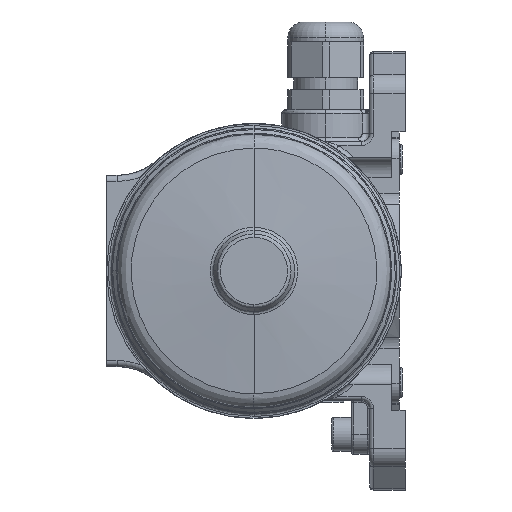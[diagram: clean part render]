
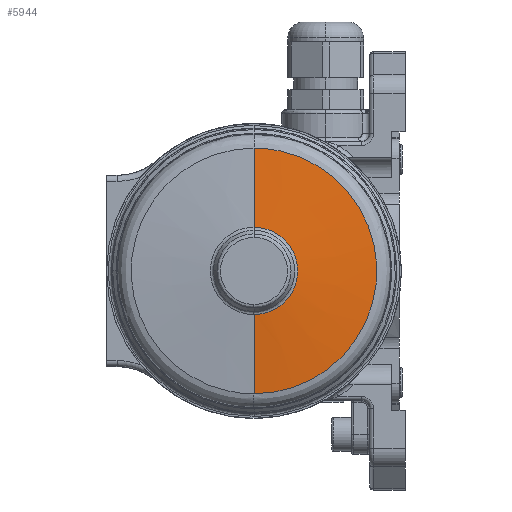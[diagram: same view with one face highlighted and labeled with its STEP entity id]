
A CAD part, left-side view. The second image highlights one B-rep face of the part: STEP entity #5944.
In plain terms, the highlighted conical face has half-angle 85 degrees and reference radius 30.831 mm.
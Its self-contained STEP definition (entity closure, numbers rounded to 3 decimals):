
#5870 = VERTEX_POINT ( 'NONE', #19493 ) ;
#5876 = ORIENTED_EDGE ( 'NONE', *, *, #5943, .T. ) ;
#5884 = VERTEX_POINT ( 'NONE', #19797 ) ;
#5900 = VERTEX_POINT ( 'NONE', #20101 ) ;
#5922 = EDGE_CURVE ( 'NONE', #5945, #5937, #20226, .T. ) ;
#5923 = ORIENTED_EDGE ( 'NONE', *, *, #5932, .T. ) ;
#5924 = ORIENTED_EDGE ( 'NONE', *, *, #5925, .T. ) ;
#5925 = EDGE_CURVE ( 'NONE', #5937, #5947, #20222, .T. ) ;
#5929 = ORIENTED_EDGE ( 'NONE', *, *, #5936, .T. ) ;
#5931 = ORIENTED_EDGE ( 'NONE', *, *, #5951, .F. ) ;
#5932 = EDGE_CURVE ( 'NONE', #5870, #5900, #20216, .T. ) ;
#5936 = EDGE_CURVE ( 'NONE', #5884, #5870, #20200, .T. ) ;
#5937 = VERTEX_POINT ( 'NONE', #20201 ) ;
#5940 = EDGE_LOOP ( 'NONE', ( #5876, #5946, #5924, #5931, #5929, #5923 ) ) ;
#5943 = EDGE_CURVE ( 'NONE', #5900, #5945, #20268, .T. ) ;
#5944 = ADVANCED_FACE ( 'NONE', ( #20217 ), #20269, .T. ) ;
#5945 = VERTEX_POINT ( 'NONE', #20270 ) ;
#5946 = ORIENTED_EDGE ( 'NONE', *, *, #5922, .T. ) ;
#5947 = VERTEX_POINT ( 'NONE', #20213 ) ;
#5951 = EDGE_CURVE ( 'NONE', #5884, #5947, #20329, .T. ) ;
#19493 = CARTESIAN_POINT ( 'NONE',  ( -81.955, 0., -10.962 ) ) ;
#19797 = CARTESIAN_POINT ( 'NONE',  ( -81.955, -0.006, 10.962 ) ) ;
#20101 = CARTESIAN_POINT ( 'NONE',  ( -80.216, 0., -30.831 ) ) ;
#20141 = VECTOR ( 'NONE', #20203, 1000. ) ;
#20200 = B_SPLINE_CURVE_WITH_KNOTS ( 'NONE', 3,
 ( #20267, #20266, #20265, #20264, #20263, #20262, #20261, #20260, #20259, #20258, #20257, #20256, #20255, #20254, #20253, #20252, #20251, #20250 ),
 .UNSPECIFIED., .F., .F.,
 ( 4, 2, 2, 2, 2, 2, 2, 2, 4 ),
 ( 0., 0.125, 0.25, 0.375, 0.5, 0.625, 0.75, 0.875, 1. ),
 .UNSPECIFIED. ) ;
#20201 = CARTESIAN_POINT ( 'NONE',  ( -80.216, 0., 30.831 ) ) ;
#20202 = AXIS2_PLACEMENT_3D ( 'NONE', #20218, #20272, #20271 ) ;
#20203 = DIRECTION ( 'NONE',  ( 0.087, 0., -0.996 ) ) ;
#20213 = CARTESIAN_POINT ( 'NONE',  ( -81.955, 0., 10.962 ) ) ;
#20214 = CARTESIAN_POINT ( 'NONE',  ( -80.216, 0., -30.831 ) ) ;
#20216 = LINE ( 'NONE', #20214, #20141 ) ;
#20217 = FACE_OUTER_BOUND ( 'NONE', #5940, .T. ) ;
#20218 = CARTESIAN_POINT ( 'NONE',  ( -80.216, 0., 0. ) ) ;
#20219 = DIRECTION ( 'NONE',  ( -0.087, 0., -0.996 ) ) ;
#20220 = VECTOR ( 'NONE', #20219, 1000. ) ;
#20221 = CARTESIAN_POINT ( 'NONE',  ( -80.216, 0., 30.831 ) ) ;
#20222 = LINE ( 'NONE', #20221, #20220 ) ;
#20223 = DIRECTION ( 'NONE',  ( 0., 0., -1. ) ) ;
#20224 = DIRECTION ( 'NONE',  ( -1., 0., 0. ) ) ;
#20225 = AXIS2_PLACEMENT_3D ( 'NONE', #20229, #20224, #20223 ) ;
#20226 = CIRCLE ( 'NONE', #20225, 30.831 ) ;
#20229 = CARTESIAN_POINT ( 'NONE',  ( -80.216, 0., 0. ) ) ;
#20230 = CARTESIAN_POINT ( 'NONE',  ( -80.216, -30.634, 4.027 ) ) ;
#20231 = CARTESIAN_POINT ( 'NONE',  ( -80.216, -30.832, 2.009 ) ) ;
#20232 = CARTESIAN_POINT ( 'NONE',  ( -80.216, -30.831, -2.026 ) ) ;
#20233 = CARTESIAN_POINT ( 'NONE',  ( -80.216, -30.631, -4.043 ) ) ;
#20234 = CARTESIAN_POINT ( 'NONE',  ( -80.216, -29.843, -8.001 ) ) ;
#20235 = CARTESIAN_POINT ( 'NONE',  ( -80.216, -29.254, -9.94 ) ) ;
#20236 = CARTESIAN_POINT ( 'NONE',  ( -80.216, -27.71, -13.668 ) ) ;
#20237 = CARTESIAN_POINT ( 'NONE',  ( -80.216, -26.754, -15.456 ) ) ;
#20238 = CARTESIAN_POINT ( 'NONE',  ( -80.216, -24.511, -18.81 ) ) ;
#20239 = CARTESIAN_POINT ( 'NONE',  ( -80.216, -23.225, -20.377 ) ) ;
#20240 = CARTESIAN_POINT ( 'NONE',  ( -80.216, -20.371, -23.23 ) ) ;
#20241 = CARTESIAN_POINT ( 'NONE',  ( -80.216, -18.804, -24.516 ) ) ;
#20242 = CARTESIAN_POINT ( 'NONE',  ( -80.216, -15.449, -26.758 ) ) ;
#20243 = CARTESIAN_POINT ( 'NONE',  ( -80.216, -13.661, -27.713 ) ) ;
#20244 = CARTESIAN_POINT ( 'NONE',  ( -80.216, -9.933, -29.257 ) ) ;
#20245 = CARTESIAN_POINT ( 'NONE',  ( -80.216, -7.993, -29.845 ) ) ;
#20246 = CARTESIAN_POINT ( 'NONE',  ( -80.216, -4.035, -30.633 ) ) ;
#20247 = CARTESIAN_POINT ( 'NONE',  ( -80.216, -2.018, -30.831 ) ) ;
#20248 = CARTESIAN_POINT ( 'NONE',  ( -80.216, 0., -30.831 ) ) ;
#20250 = CARTESIAN_POINT ( 'NONE',  ( -81.955, 0., -10.962 ) ) ;
#20251 = CARTESIAN_POINT ( 'NONE',  ( -81.955, -1.435, -10.962 ) ) ;
#20252 = CARTESIAN_POINT ( 'NONE',  ( -81.955, -2.869, -10.677 ) ) ;
#20253 = CARTESIAN_POINT ( 'NONE',  ( -81.955, -5.52, -9.579 ) ) ;
#20254 = CARTESIAN_POINT ( 'NONE',  ( -81.955, -6.736, -8.767 ) ) ;
#20255 = CARTESIAN_POINT ( 'NONE',  ( -81.955, -8.765, -6.738 ) ) ;
#20256 = CARTESIAN_POINT ( 'NONE',  ( -81.955, -9.577, -5.522 ) ) ;
#20257 = CARTESIAN_POINT ( 'NONE',  ( -81.955, -10.676, -2.872 ) ) ;
#20258 = CARTESIAN_POINT ( 'NONE',  ( -81.955, -10.962, -1.438 ) ) ;
#20259 = CARTESIAN_POINT ( 'NONE',  ( -81.955, -10.962, 1.432 ) ) ;
#20260 = CARTESIAN_POINT ( 'NONE',  ( -81.955, -10.678, 2.866 ) ) ;
#20261 = CARTESIAN_POINT ( 'NONE',  ( -81.955, -9.58, 5.517 ) ) ;
#20262 = CARTESIAN_POINT ( 'NONE',  ( -81.955, -8.768, 6.733 ) ) ;
#20263 = CARTESIAN_POINT ( 'NONE',  ( -81.955, -6.74, 8.763 ) ) ;
#20264 = CARTESIAN_POINT ( 'NONE',  ( -81.955, -5.525, 9.576 ) ) ;
#20265 = CARTESIAN_POINT ( 'NONE',  ( -81.955, -2.874, 10.675 ) ) ;
#20266 = CARTESIAN_POINT ( 'NONE',  ( -81.955, -1.44, 10.961 ) ) ;
#20267 = CARTESIAN_POINT ( 'NONE',  ( -81.955, -0.006, 10.962 ) ) ;
#20268 = B_SPLINE_CURVE_WITH_KNOTS ( 'NONE', 3,
 ( #20248, #20247, #20246, #20245, #20244, #20243, #20242, #20241, #20240, #20239, #20238, #20237, #20236, #20235, #20234, #20233, #20232, #20231, #20230, #20301, #20300, #20299, #20298, #20297, #20296, #20295, #20294, #20293, #20292, #20291, #20290, #20289, #20288, #20287 ),
 .UNSPECIFIED., .F., .F.,
 ( 4, 2, 2, 2, 2, 2, 2, 2, 2, 2, 2, 2, 2, 2, 2, 2, 4 ),
 ( 0., 0.063, 0.125, 0.188, 0.25, 0.313, 0.375, 0.437, 0.5, 0.562, 0.625, 0.687, 0.75, 0.812, 0.875, 0.938, 1. ),
 .UNSPECIFIED. ) ;
#20269 = CONICAL_SURFACE ( 'NONE', #20202, 30.831, 1.484 ) ;
#20270 = CARTESIAN_POINT ( 'NONE',  ( -80.216, -0.016, 30.831 ) ) ;
#20271 = DIRECTION ( 'NONE',  ( 0., 0., -1. ) ) ;
#20272 = DIRECTION ( 'NONE',  ( 1., 0., 0. ) ) ;
#20287 = CARTESIAN_POINT ( 'NONE',  ( -80.216, -0.016, 30.831 ) ) ;
#20288 = CARTESIAN_POINT ( 'NONE',  ( -80.216, -2.034, 30.83 ) ) ;
#20289 = CARTESIAN_POINT ( 'NONE',  ( -80.216, -4.051, 30.63 ) ) ;
#20290 = CARTESIAN_POINT ( 'NONE',  ( -80.216, -8.008, 29.841 ) ) ;
#20291 = CARTESIAN_POINT ( 'NONE',  ( -80.216, -9.948, 29.252 ) ) ;
#20292 = CARTESIAN_POINT ( 'NONE',  ( -80.216, -13.675, 27.706 ) ) ;
#20293 = CARTESIAN_POINT ( 'NONE',  ( -80.216, -15.463, 26.749 ) ) ;
#20294 = CARTESIAN_POINT ( 'NONE',  ( -80.216, -18.817, 24.506 ) ) ;
#20295 = CARTESIAN_POINT ( 'NONE',  ( -80.216, -20.383, 23.22 ) ) ;
#20296 = CARTESIAN_POINT ( 'NONE',  ( -80.216, -23.236, 20.365 ) ) ;
#20297 = CARTESIAN_POINT ( 'NONE',  ( -80.216, -24.521, 18.798 ) ) ;
#20298 = CARTESIAN_POINT ( 'NONE',  ( -80.216, -26.762, 15.442 ) ) ;
#20299 = CARTESIAN_POINT ( 'NONE',  ( -80.216, -27.717, 13.653 ) ) ;
#20300 = CARTESIAN_POINT ( 'NONE',  ( -80.216, -29.26, 9.925 ) ) ;
#20301 = CARTESIAN_POINT ( 'NONE',  ( -80.216, -29.848, 7.985 ) ) ;
#20317 = DIRECTION ( 'NONE',  ( 0., 0., -1. ) ) ;
#20318 = DIRECTION ( 'NONE',  ( -1., 0., 0. ) ) ;
#20327 = CARTESIAN_POINT ( 'NONE',  ( -81.955, 0., 0. ) ) ;
#20328 = AXIS2_PLACEMENT_3D ( 'NONE', #20327, #20318, #20317 ) ;
#20329 = CIRCLE ( 'NONE', #20328, 10.962 ) ;
